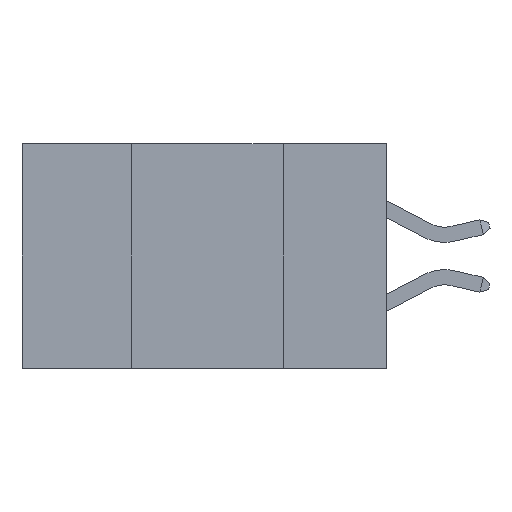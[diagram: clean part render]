
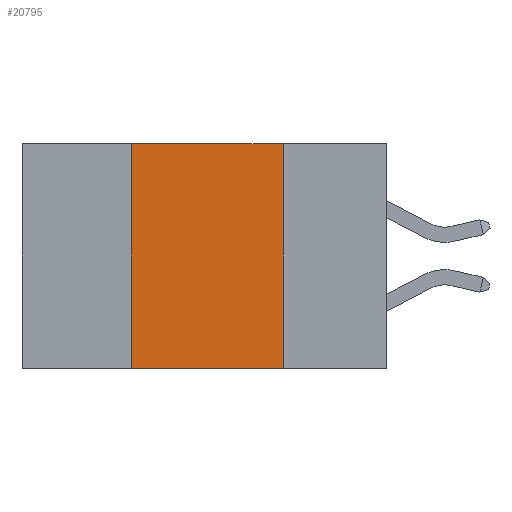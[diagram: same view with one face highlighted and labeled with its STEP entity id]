
A CAD part, left-side view. The second image highlights one B-rep face of the part: STEP entity #20795.
In plain terms, the highlighted planar face has unit normal (-1, 0, 0).
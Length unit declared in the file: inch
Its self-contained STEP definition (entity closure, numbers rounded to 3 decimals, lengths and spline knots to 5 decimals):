
#20 = VERTEX_POINT ( 'NONE', #17805 ) ;
#576 = DIRECTION ( 'NONE',  ( 1., 0., 0. ) ) ;
#836 = EDGE_CURVE ( 'NONE', #20, #4411, #8545, .T. ) ;
#1191 = VERTEX_POINT ( 'NONE', #20308 ) ;
#1983 = EDGE_CURVE ( 'NONE', #20, #1191, #15610, .T. ) ;
#3142 = EDGE_CURVE ( 'NONE', #20816, #4411, #9532, .T. ) ;
#3353 = ORIENTED_EDGE ( 'NONE', *, *, #1983, .F. ) ;
#3794 = DIRECTION ( 'NONE',  ( 0., 0., -1. ) ) ;
#4411 = VERTEX_POINT ( 'NONE', #8718 ) ;
#5190 = CARTESIAN_POINT ( 'NONE',  ( 0., 0.42, 0. ) ) ;
#6319 = VECTOR ( 'NONE', #7322, 39.37008 ) ;
#7263 = LINE ( 'NONE', #8279, #20551 ) ;
#7322 = DIRECTION ( 'NONE',  ( 0., 0., 1. ) ) ;
#7501 = ORIENTED_EDGE ( 'NONE', *, *, #3142, .F. ) ;
#7567 = CARTESIAN_POINT ( 'NONE',  ( 0., 0.6, 0. ) ) ;
#7990 = VECTOR ( 'NONE', #9602, 39.37008 ) ;
#8279 = CARTESIAN_POINT ( 'NONE',  ( 0., 0.6, 0. ) ) ;
#8545 = LINE ( 'NONE', #13162, #7990 ) ;
#8718 = CARTESIAN_POINT ( 'NONE',  ( 0., 0.17, -0.37 ) ) ;
#8992 = VECTOR ( 'NONE', #3794, 39.37008 ) ;
#9532 = LINE ( 'NONE', #18962, #8992 ) ;
#9602 = DIRECTION ( 'NONE',  ( 0., -1., 0. ) ) ;
#9986 = AXIS2_PLACEMENT_3D ( 'NONE', #7567, #576, #12834 ) ;
#10024 = DIRECTION ( 'NONE',  ( 0., -1., 0. ) ) ;
#12834 = DIRECTION ( 'NONE',  ( 0., 0., -1. ) ) ;
#13162 = CARTESIAN_POINT ( 'NONE',  ( 0., 0.6, -0.37 ) ) ;
#13482 = EDGE_CURVE ( 'NONE', #1191, #20816, #7263, .T. ) ;
#14508 = PLANE ( 'NONE',  #9986 ) ;
#15610 = LINE ( 'NONE', #5190, #6319 ) ;
#16994 = EDGE_LOOP ( 'NONE', ( #7501, #21305, #3353, #17304 ) ) ;
#17304 = ORIENTED_EDGE ( 'NONE', *, *, #836, .T. ) ;
#17805 = CARTESIAN_POINT ( 'NONE',  ( 0., 0.42, -0.37 ) ) ;
#18057 = CARTESIAN_POINT ( 'NONE',  ( 0., 0.17, 0. ) ) ;
#18962 = CARTESIAN_POINT ( 'NONE',  ( 0., 0.17, 0. ) ) ;
#19325 = FACE_OUTER_BOUND ( 'NONE', #16994, .T. ) ;
#20308 = CARTESIAN_POINT ( 'NONE',  ( 0., 0.42, 0. ) ) ;
#20551 = VECTOR ( 'NONE', #10024, 39.37008 ) ;
#20795 = ADVANCED_FACE ( 'NONE', ( #19325 ), #14508, .F. ) ;
#20816 = VERTEX_POINT ( 'NONE', #18057 ) ;
#21305 = ORIENTED_EDGE ( 'NONE', *, *, #13482, .F. ) ;
